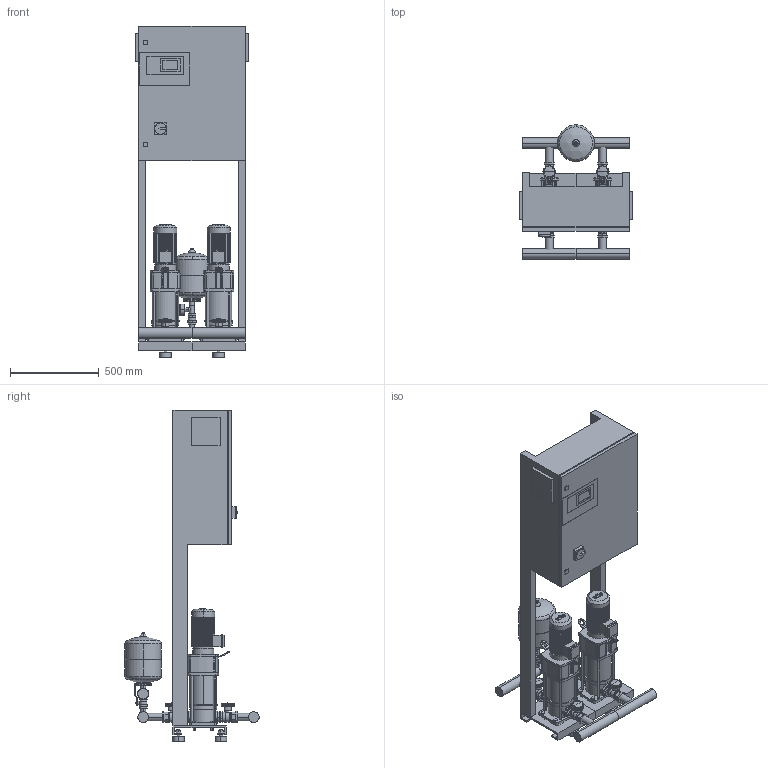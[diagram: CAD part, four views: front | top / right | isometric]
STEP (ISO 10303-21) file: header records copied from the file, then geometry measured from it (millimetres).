
FILE_DESCRIPTION((''),'2;1');
FILE_NAME('3d_COR-2HELIXV603_K_CC-01-2535380.stp','2016-01-25T07:05:20',(''),(''),'Mechanical Desktop 2009','Mechanical Desktop 2009',', , ');
FILE_SCHEMA(('CONFIG_CONTROL_DESIGN'));
Length unit declared in the file: millimetre
Products named in the file (1): Product
Bounding box: 640 x 756.15 x 1870 mm (x, y, z)
Volume: 163830397.2 mm3; surface area: 5889857 mm2
Topology: 90 solids, 90 shells, 2605 faces, 6615 edges, 4346 vertices
Faces by surface type: plane 1214, cylinder 710, bspline 551, cone 108, torus 20, sphere 2
Entity records: 82765 total; most frequent: CARTESIAN_POINT 19914, ORIENTED_EDGE 13214, DIRECTION 12369, EDGE_CURVE 6607, VERTEX_POINT 4340, VECTOR 4339, LINE 4339, AXIS2_PLACEMENT_3D 4015
